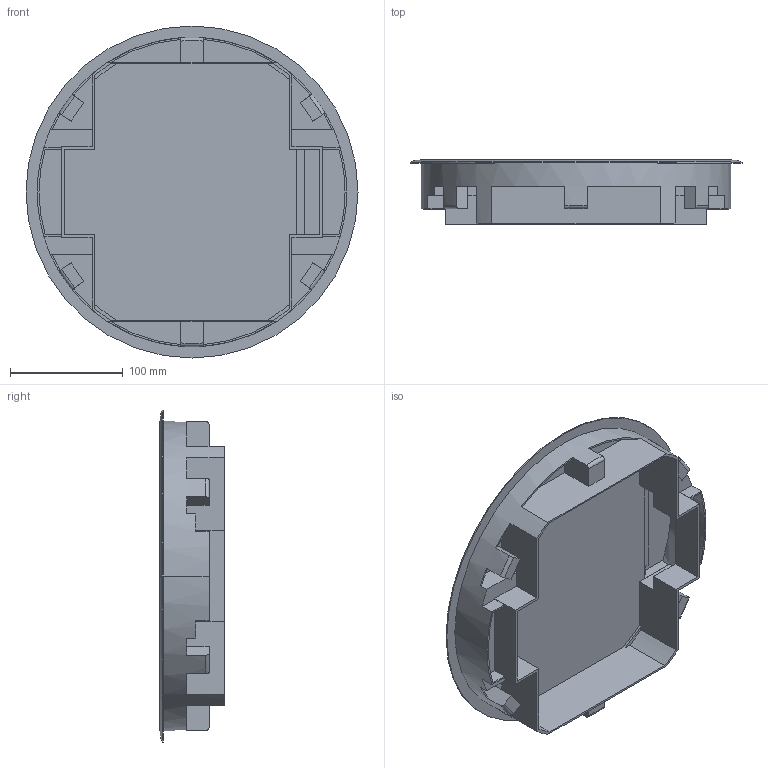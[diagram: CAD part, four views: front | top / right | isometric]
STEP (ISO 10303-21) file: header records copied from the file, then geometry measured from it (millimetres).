
FILE_DESCRIPTION (( 'STEP AP203' ), '1' );
FILE_NAME ('VR1005.STEP', '2022-08-01T13:36:15', ( '' ), ( '' ), 'SwSTEP 2.0', 'SolidWorks 2019', '' );
FILE_SCHEMA (( 'CONFIG_CONTROL_DESIGN' ));
Length unit declared in the file: millimetre
Products named in the file (4): Klappe VR10 R5; VR1005; Rahmen VR10 R5; Schnurauslass VR10_Standard
Assembly tree (3 placements, depth 2):
  VR1005
    Rahmen VR10 R5
    Klappe VR10 R5
    Schnurauslass VR10_Standard
Bounding box: 294 x 57.3 x 294 mm (x, y, z)
Volume: 590867 mm3; surface area: 307641 mm2
Topology: 3 solids, 7 shells, 286 faces, 768 edges, 510 vertices
Faces by surface type: plane 211, cylinder 46, bspline 18, torus 8, cone 3
Entity records: 10072 total; most frequent: CARTESIAN_POINT 2544, ORIENTED_EDGE 1536, DIRECTION 1408, EDGE_CURVE 768, LINE 572, VECTOR 572, VERTEX_POINT 510, AXIS2_PLACEMENT_3D 418
